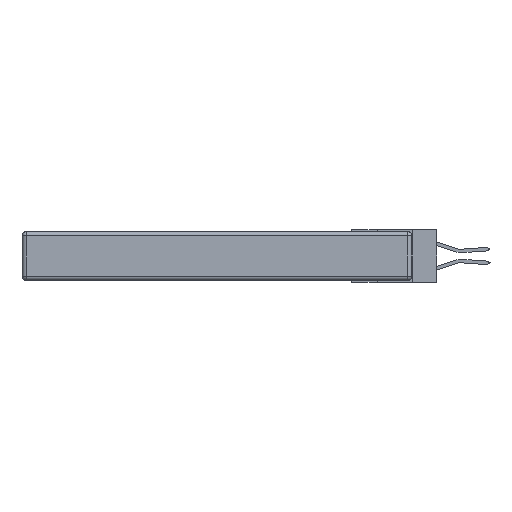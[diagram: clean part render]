
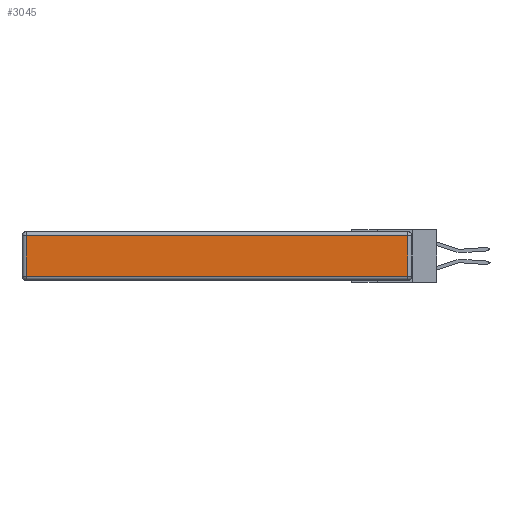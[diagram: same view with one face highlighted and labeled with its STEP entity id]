
A CAD part, left-side view. The second image highlights one B-rep face of the part: STEP entity #3045.
In plain terms, the highlighted planar face has unit normal (-1, 0, 0).
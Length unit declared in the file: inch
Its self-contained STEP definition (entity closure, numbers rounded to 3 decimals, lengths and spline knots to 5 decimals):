
#983 = CARTESIAN_POINT ( 'NONE',  ( 0., 0., -0.313 ) ) ;
#2426 = CARTESIAN_POINT ( 'NONE',  ( 0., 2.72, -0.343 ) ) ;
#2821 = VERTEX_POINT ( 'NONE', #8940 ) ;
#3045 = ADVANCED_FACE ( 'NONE', ( #7557 ), #14110, .T. ) ;
#3228 = VERTEX_POINT ( 'NONE', #6738 ) ;
#3313 = DIRECTION ( 'NONE',  ( 0., 0., 1. ) ) ;
#3446 = CARTESIAN_POINT ( 'NONE',  ( 0., 2.75, -0.03 ) ) ;
#4506 = ORIENTED_EDGE ( 'NONE', *, *, #15067, .T. ) ;
#4517 = AXIS2_PLACEMENT_3D ( 'NONE', #5963, #15487, #3313 ) ;
#4758 = LINE ( 'NONE', #983, #7285 ) ;
#5963 = CARTESIAN_POINT ( 'NONE',  ( 0., 0., -0.343 ) ) ;
#6165 = DIRECTION ( 'NONE',  ( 0., 1., 0. ) ) ;
#6642 = DIRECTION ( 'NONE',  ( 0., -1., 0. ) ) ;
#6738 = CARTESIAN_POINT ( 'NONE',  ( 0., 0.03, -0.03 ) ) ;
#7103 = VECTOR ( 'NONE', #11962, 39.37008 ) ;
#7285 = VECTOR ( 'NONE', #6642, 39.37008 ) ;
#7557 = FACE_OUTER_BOUND ( 'NONE', #9856, .T. ) ;
#7609 = ORIENTED_EDGE ( 'NONE', *, *, #10201, .T. ) ;
#8518 = EDGE_CURVE ( 'NONE', #3228, #12745, #12682, .T. ) ;
#8940 = CARTESIAN_POINT ( 'NONE',  ( 0., 2.72, -0.313 ) ) ;
#9218 = ORIENTED_EDGE ( 'NONE', *, *, #8518, .T. ) ;
#9364 = VECTOR ( 'NONE', #13292, 39.37008 ) ;
#9856 = EDGE_LOOP ( 'NONE', ( #7609, #13879, #9218, #4506 ) ) ;
#10201 = EDGE_CURVE ( 'NONE', #2821, #16905, #4758, .T. ) ;
#10240 = CARTESIAN_POINT ( 'NONE',  ( 0., 0.03, -0.313 ) ) ;
#10271 = CARTESIAN_POINT ( 'NONE',  ( 0., 2.72, -0.03 ) ) ;
#11962 = DIRECTION ( 'NONE',  ( 0., 0., 1. ) ) ;
#12682 = LINE ( 'NONE', #3446, #17077 ) ;
#12745 = VERTEX_POINT ( 'NONE', #10271 ) ;
#13292 = DIRECTION ( 'NONE',  ( 0., 0., -1. ) ) ;
#13474 = LINE ( 'NONE', #13503, #7103 ) ;
#13503 = CARTESIAN_POINT ( 'NONE',  ( 0., 0.03, -0.343 ) ) ;
#13847 = EDGE_CURVE ( 'NONE', #16905, #3228, #13474, .T. ) ;
#13879 = ORIENTED_EDGE ( 'NONE', *, *, #13847, .T. ) ;
#14063 = LINE ( 'NONE', #2426, #9364 ) ;
#14110 = PLANE ( 'NONE',  #4517 ) ;
#15067 = EDGE_CURVE ( 'NONE', #12745, #2821, #14063, .T. ) ;
#15487 = DIRECTION ( 'NONE',  ( -1., 0., 0. ) ) ;
#16905 = VERTEX_POINT ( 'NONE', #10240 ) ;
#17077 = VECTOR ( 'NONE', #6165, 39.37008 ) ;
